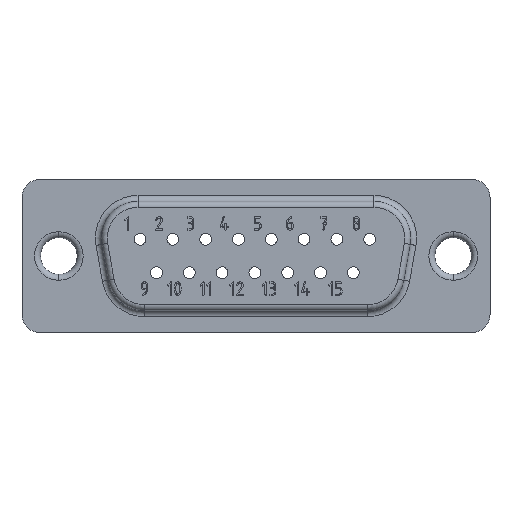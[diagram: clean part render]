
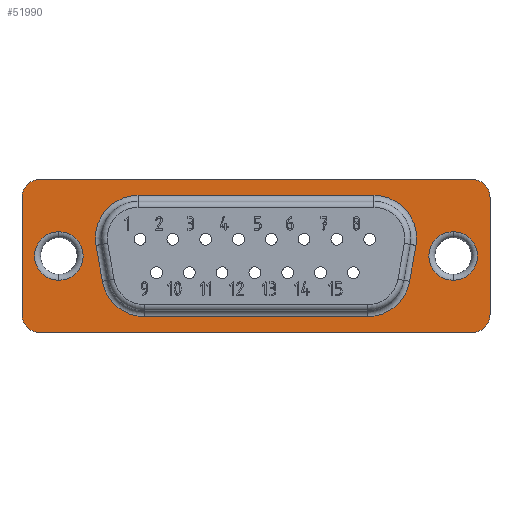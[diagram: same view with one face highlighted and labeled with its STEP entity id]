
A CAD part, front view. The second image highlights one B-rep face of the part: STEP entity #51990.
In plain terms, the highlighted face is planar.
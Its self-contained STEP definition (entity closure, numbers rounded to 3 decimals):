
#3620=CARTESIAN_POINT('',(-211.161,184.917,13.12));
#3630=VERTEX_POINT('',#3620);
#3660=CARTESIAN_POINT('',(0.,184.917,13.12));
#3670=DIRECTION('',(1.,0.,0.));
#3680=VECTOR('',#3670,1.);
#3690=LINE('',#3660,#3680);
#3700=CARTESIAN_POINT('',(-221.091,184.917,13.12));
#3710=VERTEX_POINT('',#3700);
#3720=EDGE_CURVE('',#3710,#3630,#3690,.T.);
#10380=CARTESIAN_POINT('',(-209.661,222.937,13.12));
#10390=VERTEX_POINT('',#10380);
#10420=CARTESIAN_POINT('',(-209.661,0.,13.12));
#10430=DIRECTION('',(0.,-1.,0.));
#10440=VECTOR('',#10430,1.);
#10450=LINE('',#10420,#10440);
#10460=CARTESIAN_POINT('',(-209.661,186.417,13.12));
#10470=VERTEX_POINT('',#10460);
#10480=EDGE_CURVE('',#10390,#10470,#10450,.T.);
#18440=CARTESIAN_POINT('',(-218.176,188.027,13.12));
#18450=VERTEX_POINT('',#18440);
#18480=CARTESIAN_POINT('',(-216.126,188.027,13.12));
#18490=DIRECTION('',(0.,0.,1.));
#18500=DIRECTION('',(1.,0.,0.));
#18510=AXIS2_PLACEMENT_3D('',#18480,#18490,#18500);
#18520=CIRCLE('',#18510,2.05);
#18530=CARTESIAN_POINT('',(-214.076,188.027,13.12));
#18540=VERTEX_POINT('',#18530);
#18550=EDGE_CURVE('',#18450,#18540,#18520,.T.);
#50320=CARTESIAN_POINT('',(-222.591,186.417,13.12));
#50330=VERTEX_POINT('',#50320);
#50360=CARTESIAN_POINT('',(-222.591,0.,13.12));
#50370=DIRECTION('',(0.,-1.,0.));
#50380=VECTOR('',#50370,1.);
#50390=LINE('',#50360,#50380);
#50400=CARTESIAN_POINT('',(-222.591,222.937,13.12));
#50410=VERTEX_POINT('',#50400);
#50420=EDGE_CURVE('',#50410,#50330,#50390,.T.);
#50610=CARTESIAN_POINT('',(-228.333,182.8,13.12));
#50620=DIRECTION('',(0.,-0.,1.));
#50630=DIRECTION('',(0.,1.,0.));
#50640=AXIS2_PLACEMENT_3D('',#50610,#50620,#50630);
#50650=PLANE('',#50640);
#50660=EDGE_CURVE('',#18540,#18450,#18520,.T.);
#50670=ORIENTED_EDGE('',*,*,#50660,.T.);
#50680=ORIENTED_EDGE('',*,*,#18550,.T.);
#50690=EDGE_LOOP('',(#50680,#50670));
#50700=FACE_BOUND('',#50690,.T.);
#50710=CARTESIAN_POINT('',(-214.611,194.717,13.12));
#50720=DIRECTION('',(0.,0.,-1.));
#50730=DIRECTION('',(0.,-1.,0.));
#50740=AXIS2_PLACEMENT_3D('',#50710,#50720,#50730);
#50750=CIRCLE('',#50740,3.6);
#50760=CARTESIAN_POINT('',(-211.011,194.717,13.12));
#50770=VERTEX_POINT('',#50760);
#50780=CARTESIAN_POINT('',(-215.236,191.172,13.12));
#50790=VERTEX_POINT('',#50780);
#50800=EDGE_CURVE('',#50770,#50790,#50750,.T.);
#50810=ORIENTED_EDGE('',*,*,#50800,.F.);
#50820=CARTESIAN_POINT('',(0.,153.22,13.12));
#50830=DIRECTION('',(-0.985,0.174,0.));
#50840=VECTOR('',#50830,1.);
#50850=LINE('',#50820,#50840);
#50860=CARTESIAN_POINT('',(-218.266,191.706,13.12));
#50870=VERTEX_POINT('',#50860);
#50880=EDGE_CURVE('',#50790,#50870,#50850,.T.);
#50890=ORIENTED_EDGE('',*,*,#50880,.F.);
#50900=CARTESIAN_POINT('',(-217.641,195.252,13.12));
#50910=DIRECTION('',(0.,0.,1.));
#50920=DIRECTION('',(1.,0.,0.));
#50930=AXIS2_PLACEMENT_3D('',#50900,#50910,#50920);
#50940=CIRCLE('',#50930,3.6);
#50950=CARTESIAN_POINT('',(-221.241,195.252,13.12));
#50960=VERTEX_POINT('',#50950);
#50970=EDGE_CURVE('',#50960,#50870,#50940,.T.);
#50980=ORIENTED_EDGE('',*,*,#50970,.T.);
#50990=CARTESIAN_POINT('',(-221.241,0.,13.12));
#51000=DIRECTION('',(0.,1.,0.));
#51010=VECTOR('',#51000,1.);
#51020=LINE('',#50990,#51010);
#51030=CARTESIAN_POINT('',(-221.241,214.103,13.12));
#51040=VERTEX_POINT('',#51030);
#51050=EDGE_CURVE('',#50960,#51040,#51020,.T.);
#51060=ORIENTED_EDGE('',*,*,#51050,.F.);
#51070=CARTESIAN_POINT('',(-217.641,214.103,13.12));
#51080=DIRECTION('',(0.,0.,1.));
#51090=DIRECTION('',(1.,0.,0.));
#51100=AXIS2_PLACEMENT_3D('',#51070,#51080,#51090);
#51110=CIRCLE('',#51100,3.6);
#51120=CARTESIAN_POINT('',(-218.266,217.648,13.12));
#51130=VERTEX_POINT('',#51120);
#51140=EDGE_CURVE('',#51130,#51040,#51110,.T.);
#51150=ORIENTED_EDGE('',*,*,#51140,.T.);
#51160=CARTESIAN_POINT('',(0.,256.134,13.12));
#51170=DIRECTION('',(0.985,0.174,0.));
#51180=VECTOR('',#51170,1.);
#51190=LINE('',#51160,#51180);
#51200=CARTESIAN_POINT('',(-215.236,218.183,13.12));
#51210=VERTEX_POINT('',#51200);
#51220=EDGE_CURVE('',#51130,#51210,#51190,.T.);
#51230=ORIENTED_EDGE('',*,*,#51220,.F.);
#51240=CARTESIAN_POINT('',(-214.611,214.637,13.12));
#51250=DIRECTION('',(0.,0.,-1.));
#51260=DIRECTION('',(0.,-1.,0.));
#51270=AXIS2_PLACEMENT_3D('',#51240,#51250,#51260);
#51280=CIRCLE('',#51270,3.6);
#51290=CARTESIAN_POINT('',(-211.011,214.637,13.12));
#51300=VERTEX_POINT('',#51290);
#51310=EDGE_CURVE('',#51210,#51300,#51280,.T.);
#51320=ORIENTED_EDGE('',*,*,#51310,.F.);
#51330=CARTESIAN_POINT('',(-211.011,0.,13.12));
#51340=DIRECTION('',(0.,1.,0.));
#51350=VECTOR('',#51340,1.);
#51360=LINE('',#51330,#51350);
#51370=EDGE_CURVE('',#50770,#51300,#51360,.T.);
#51380=ORIENTED_EDGE('',*,*,#51370,.T.);
#51390=EDGE_LOOP('',(#51380,#51320,#51230,#51150,#51060,#50980,#50890,
#50810));
#51400=FACE_BOUND('',#51390,.T.);
#51410=CARTESIAN_POINT('',(-216.126,221.327,13.12));
#51420=DIRECTION('',(0.,0.,1.));
#51430=DIRECTION('',(1.,0.,0.));
#51440=AXIS2_PLACEMENT_3D('',#51410,#51420,#51430);
#51450=CIRCLE('',#51440,2.05);
#51460=CARTESIAN_POINT('',(-214.076,221.327,13.12));
#51470=VERTEX_POINT('',#51460);
#51480=CARTESIAN_POINT('',(-218.176,221.327,13.12));
#51490=VERTEX_POINT('',#51480);
#51500=EDGE_CURVE('',#51470,#51490,#51450,.T.);
#51510=ORIENTED_EDGE('',*,*,#51500,.T.);
#51520=EDGE_CURVE('',#51490,#51470,#51450,.T.);
#51530=ORIENTED_EDGE('',*,*,#51520,.T.);
#51540=EDGE_LOOP('',(#51530,#51510));
#51550=FACE_BOUND('',#51540,.T.);
#51560=CARTESIAN_POINT('',(-211.161,222.937,13.12));
#51570=DIRECTION('',(0.,0.,-1.));
#51580=DIRECTION('',(-1.,0.,0.));
#51590=AXIS2_PLACEMENT_3D('',#51560,#51570,#51580);
#51600=CIRCLE('',#51590,1.5);
#51610=CARTESIAN_POINT('',(-211.161,224.437,13.12));
#51620=VERTEX_POINT('',#51610);
#51630=EDGE_CURVE('',#51620,#10390,#51600,.T.);
#51640=ORIENTED_EDGE('',*,*,#51630,.T.);
#51650=CARTESIAN_POINT('',(0.,224.437,13.12));
#51660=DIRECTION('',(-1.,0.,0.));
#51670=VECTOR('',#51660,1.);
#51680=LINE('',#51650,#51670);
#51690=CARTESIAN_POINT('',(-221.091,224.437,13.12));
#51700=VERTEX_POINT('',#51690);
#51710=EDGE_CURVE('',#51620,#51700,#51680,.T.);
#51720=ORIENTED_EDGE('',*,*,#51710,.F.);
#51730=CARTESIAN_POINT('',(-221.091,222.937,13.12));
#51740=DIRECTION('',(0.,0.,1.));
#51750=DIRECTION('',(1.,0.,0.));
#51760=AXIS2_PLACEMENT_3D('',#51730,#51740,#51750);
#51770=CIRCLE('',#51760,1.5);
#51780=EDGE_CURVE('',#51700,#50410,#51770,.T.);
#51790=ORIENTED_EDGE('',*,*,#51780,.F.);
#51800=ORIENTED_EDGE('',*,*,#50420,.F.);
#51810=CARTESIAN_POINT('',(-221.091,186.417,13.12));
#51820=DIRECTION('',(0.,0.,-1.));
#51830=DIRECTION('',(-1.,0.,0.));
#51840=AXIS2_PLACEMENT_3D('',#51810,#51820,#51830);
#51850=CIRCLE('',#51840,1.5);
#51860=EDGE_CURVE('',#3710,#50330,#51850,.T.);
#51870=ORIENTED_EDGE('',*,*,#51860,.T.);
#51880=ORIENTED_EDGE('',*,*,#3720,.F.);
#51890=CARTESIAN_POINT('',(-211.161,186.417,13.12));
#51900=DIRECTION('',(0.,0.,1.));
#51910=DIRECTION('',(1.,0.,0.));
#51920=AXIS2_PLACEMENT_3D('',#51890,#51900,#51910);
#51930=CIRCLE('',#51920,1.5);
#51940=EDGE_CURVE('',#3630,#10470,#51930,.T.);
#51950=ORIENTED_EDGE('',*,*,#51940,.F.);
#51960=ORIENTED_EDGE('',*,*,#10480,.T.);
#51970=EDGE_LOOP('',(#51960,#51950,#51880,#51870,#51800,#51790,#51720,
#51640));
#51980=FACE_OUTER_BOUND('',#51970,.T.);
#51990=ADVANCED_FACE('',(#50700,#51400,#51550,#51980),#50650,.F.);
